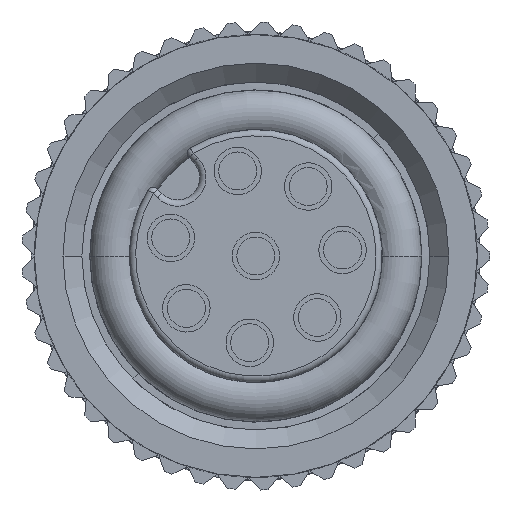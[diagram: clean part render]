
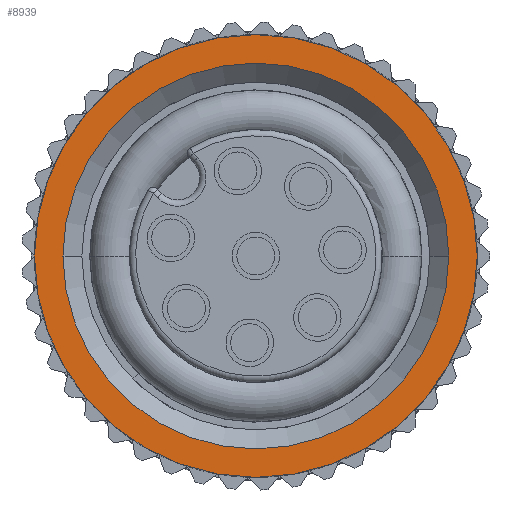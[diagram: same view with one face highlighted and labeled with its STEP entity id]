
A CAD part, left-side view. The second image highlights one B-rep face of the part: STEP entity #8939.
In plain terms, the highlighted planar face has unit normal (-1, 0, 0).
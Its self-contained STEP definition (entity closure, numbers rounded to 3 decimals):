
#496=CARTESIAN_POINT('',(1.,0.,0.));
#497=DIRECTION('',(1.,0.,0.));
#498=DIRECTION('',(0.,1.,0.));
#499=AXIS2_PLACEMENT_3D('',#496,#497,#498);
#514=CARTESIAN_POINT('',(1.,0.,0.));
#515=DIRECTION('',(-1.,0.,0.));
#516=DIRECTION('',(0.,0.,1.));
#517=AXIS2_PLACEMENT_3D('',#514,#515,#516);
#519=CARTESIAN_POINT('',(1.,0.,0.));
#520=DIRECTION('',(-1.,0.,0.));
#521=DIRECTION('',(0.,0.,-1.));
#522=AXIS2_PLACEMENT_3D('',#519,#520,#521);
#6570=CARTESIAN_POINT('',(1.,0.,0.));
#6571=DIRECTION('',(1.,0.,0.));
#6572=DIRECTION('',(0.,-1.,0.));
#6573=AXIS2_PLACEMENT_3D('',#6570,#6571,#6572);
#7245=CARTESIAN_POINT('',(1.,0.,7.));
#7246=CARTESIAN_POINT('',(1.,0.,-7.));
#7247=VERTEX_POINT('',#7245);
#7248=VERTEX_POINT('',#7246);
#7257=CARTESIAN_POINT('',(1.,-6.1,0.));
#7258=CARTESIAN_POINT('',(1.,6.1,0.));
#7259=VERTEX_POINT('',#7257);
#7260=VERTEX_POINT('',#7258);
#8923=CARTESIAN_POINT('',(1.,0.,0.));
#8924=DIRECTION('',(-1.,0.,0.));
#8925=DIRECTION('',(0.,0.,-1.));
#8926=AXIS2_PLACEMENT_3D('',#8923,#8924,#8925);
#8927=PLANE('',#8926);
#8929=ORIENTED_EDGE('',*,*,#8928,.F.);
#8931=ORIENTED_EDGE('',*,*,#8930,.F.);
#8932=EDGE_LOOP('',(#8929,#8931));
#8933=FACE_OUTER_BOUND('',#8932,.F.);
#8935=ORIENTED_EDGE('',*,*,#8934,.F.);
#8936=ORIENTED_EDGE('',*,*,#8901,.F.);
#8937=EDGE_LOOP('',(#8935,#8936));
#8938=FACE_BOUND('',#8937,.F.);
#8939=ADVANCED_FACE('',(#8933,#8938),#8927,.T.);
#500=CIRCLE('',#499,6.1);
#518=CIRCLE('',#517,7.);
#523=CIRCLE('',#522,7.);
#6574=CIRCLE('',#6573,6.1);
#8901=EDGE_CURVE('',#7260,#7259,#500,.T.);
#8928=EDGE_CURVE('',#7247,#7248,#518,.T.);
#8930=EDGE_CURVE('',#7248,#7247,#523,.T.);
#8934=EDGE_CURVE('',#7259,#7260,#6574,.T.);
